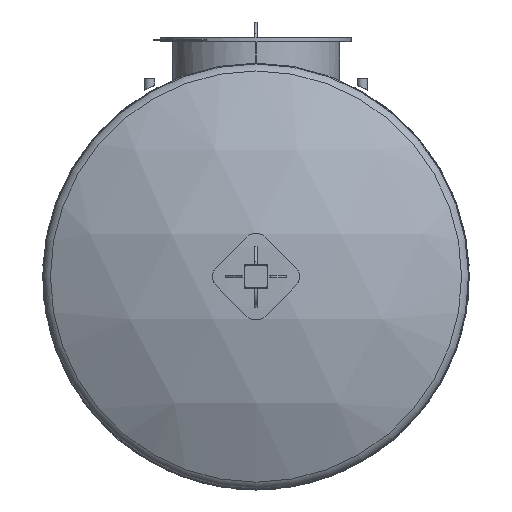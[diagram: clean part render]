
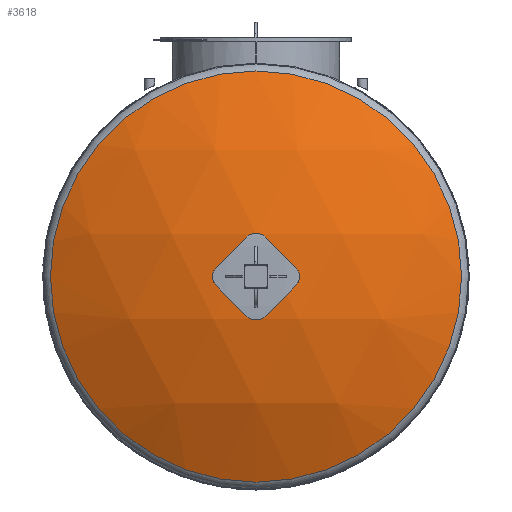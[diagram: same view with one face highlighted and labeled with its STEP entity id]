
A CAD part, left-side view. The second image highlights one B-rep face of the part: STEP entity #3618.
In plain terms, the highlighted spherical face has radius 1609 mm.
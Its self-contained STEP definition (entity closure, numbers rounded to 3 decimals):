
#23=SPHERICAL_SURFACE('',#4017,1609.);
#987=FACE_OUTER_BOUND('',#1189,.T.);
#1189=EDGE_LOOP('',(#2845));
#1355=CIRCLE('',#4015,773.649);
#1641=VERTEX_POINT('',#6454);
#2119=EDGE_CURVE('',#1641,#1641,#1355,.T.);
#2845=ORIENTED_EDGE('',*,*,#2119,.T.);
#3618=ADVANCED_FACE('',(#987),#23,.T.);
#4015=AXIS2_PLACEMENT_3D('',#6455,#4815,#4816);
#4017=AXIS2_PLACEMENT_3D('',#6457,#4819,#4820);
#4815=DIRECTION('center_axis',(-1.,0.,0.));
#4816=DIRECTION('ref_axis',(0.,-1.,0.));
#4819=DIRECTION('center_axis',(0.,0.,1.));
#4820=DIRECTION('ref_axis',(0.,-1.,0.));
#6454=CARTESIAN_POINT('',(-75.069,0.,773.649));
#6455=CARTESIAN_POINT('Origin',(-75.069,0.,
0.));
#6457=CARTESIAN_POINT('Origin',(1335.727,0.,0.));
